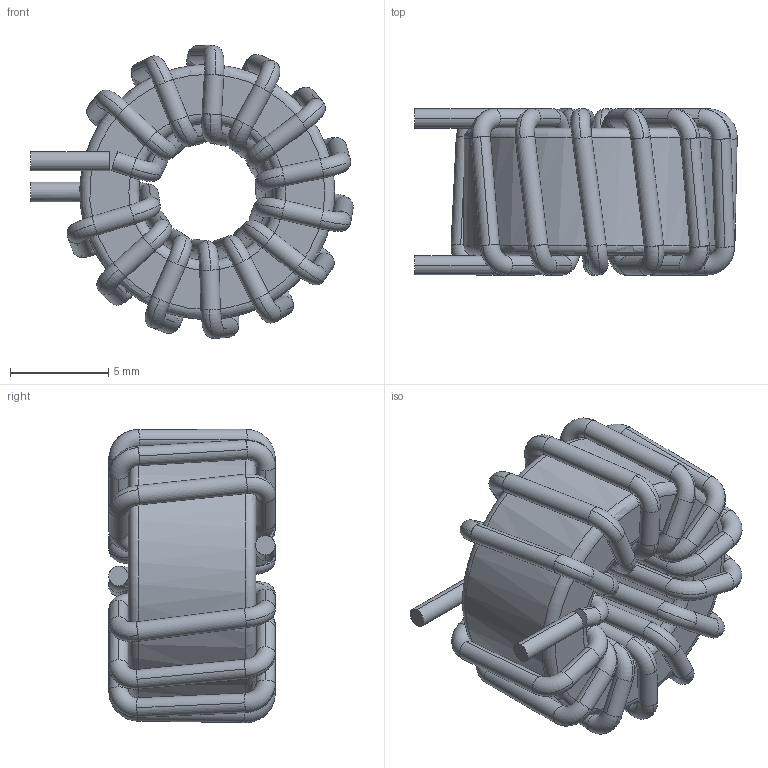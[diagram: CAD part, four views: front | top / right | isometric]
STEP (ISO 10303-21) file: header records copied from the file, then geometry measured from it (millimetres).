
FILE_DESCRIPTION (( 'STEP AP214' ), '1' );
FILE_NAME ('Toroide - P7.68mm.step', '2025-07-22T14:09:12', ( '' ), ( '' ), 'SwSTEP 2.0', 'SolidWorks 2018', '' );
FILE_SCHEMA (( 'AUTOMOTIVE_DESIGN' ));
Length unit declared in the file: millimetre
Products named in the file (1): Toroide - P7.68mm
Bounding box: 16.45 x 8.49 x 14.96 mm (x, y, z)
Volume: 834.5 mm3; surface area: 1468.5 mm2
Topology: 1 solids, 1 shells, 292 faces, 932 edges, 618 vertices
Faces by surface type: cylinder 143, torus 142, plane 7
Entity records: 14713 total; most frequent: CARTESIAN_POINT 2969, DIRECTION 1967, ORIENTED_EDGE 1864, EDGE_CURVE 932, AXIS2_PLACEMENT_3D 923, CIRCLE 630, VERTEX_POINT 618, EDGE_LOOP 294
